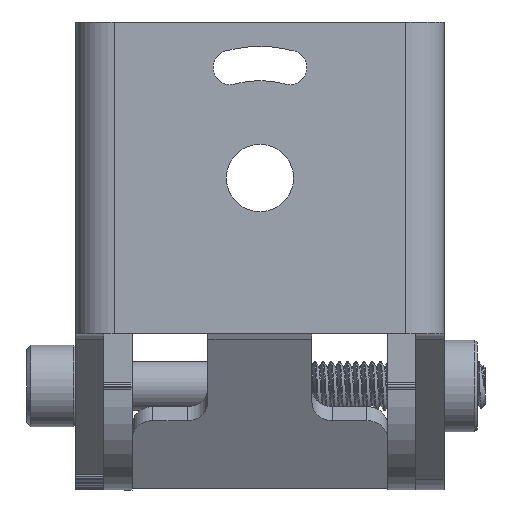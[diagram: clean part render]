
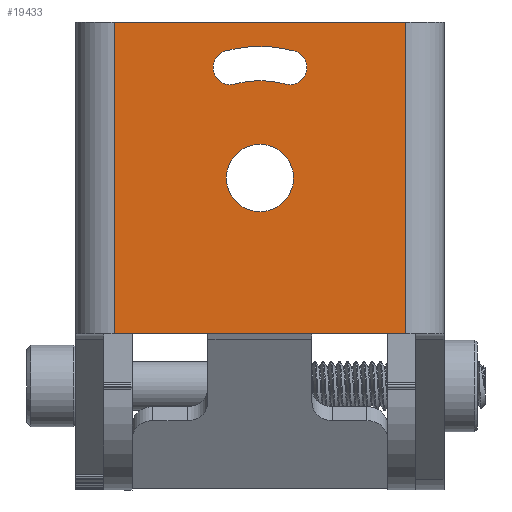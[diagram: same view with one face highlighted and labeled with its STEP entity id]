
A CAD part, front view. The second image highlights one B-rep face of the part: STEP entity #19433.
In plain terms, the highlighted planar face has unit normal (0, -1, 0).
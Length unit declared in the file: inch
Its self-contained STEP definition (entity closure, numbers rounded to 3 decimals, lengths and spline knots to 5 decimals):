
#145 = AXIS2_PLACEMENT_3D ( 'NONE', #1962, #6875, #14534 ) ;
#169 = ORIENTED_EDGE ( 'NONE', *, *, #15493, .F. ) ;
#179 = VECTOR ( 'NONE', #9754, 39.37008 ) ;
#445 = CARTESIAN_POINT ( 'NONE',  ( -0.75, 0., -0.75 ) ) ;
#1018 = CARTESIAN_POINT ( 'NONE',  ( 0., 0., 0. ) ) ;
#1154 = AXIS2_PLACEMENT_3D ( 'NONE', #15365, #15050, #5615 ) ;
#1489 = CARTESIAN_POINT ( 'NONE',  ( -0.14235, 0., 0.53126 ) ) ;
#1648 = FACE_OUTER_BOUND ( 'NONE', #5784, .T. ) ;
#1847 = CARTESIAN_POINT ( 'NONE',  ( 0., 0., 0.1615 ) ) ;
#1962 = CARTESIAN_POINT ( 'NONE',  ( 0., 0., 0. ) ) ;
#2001 = LINE ( 'NONE', #445, #15983 ) ;
#2490 = AXIS2_PLACEMENT_3D ( 'NONE', #1489, #19522, #6304 ) ;
#2708 = AXIS2_PLACEMENT_3D ( 'NONE', #10550, #3751, #13361 ) ;
#2736 = AXIS2_PLACEMENT_3D ( 'NONE', #19090, #20563, #11207 ) ;
#3267 = DIRECTION ( 'NONE',  ( 0., 0., 1. ) ) ;
#3590 = VERTEX_POINT ( 'NONE', #3931 ) ;
#3751 = DIRECTION ( 'NONE',  ( 0., -1., 0. ) ) ;
#3931 = CARTESIAN_POINT ( 'NONE',  ( 0.121, 0., 0.45157 ) ) ;
#3985 = AXIS2_PLACEMENT_3D ( 'NONE', #1018, #10534, #13765 ) ;
#3996 = CARTESIAN_POINT ( 'NONE',  ( 0., 0., 0.6325 ) ) ;
#4120 = CARTESIAN_POINT ( 'NONE',  ( -0.121, 0., 0.45157 ) ) ;
#4382 = CIRCLE ( 'NONE', #2708, 0.0825 ) ;
#4478 = VERTEX_POINT ( 'NONE', #1847 ) ;
#4521 = CARTESIAN_POINT ( 'NONE',  ( -0.75, 0., 0.75 ) ) ;
#4773 = AXIS2_PLACEMENT_3D ( 'NONE', #8113, #16216, #7797 ) ;
#5046 = VERTEX_POINT ( 'NONE', #7010 ) ;
#5202 = FACE_BOUND ( 'NONE', #13355, .T. ) ;
#5487 = CARTESIAN_POINT ( 'NONE',  ( 0., 0., -0.1615 ) ) ;
#5615 = DIRECTION ( 'NONE',  ( 0., 0., 1. ) ) ;
#5784 = EDGE_LOOP ( 'NONE', ( #10619, #20069, #18726, #20497 ) ) ;
#5930 = ORIENTED_EDGE ( 'NONE', *, *, #19564, .F. ) ;
#6011 = CARTESIAN_POINT ( 'NONE',  ( 0.7, 0., -0.75 ) ) ;
#6202 = ORIENTED_EDGE ( 'NONE', *, *, #18507, .F. ) ;
#6207 = VERTEX_POINT ( 'NONE', #10518 ) ;
#6304 = DIRECTION ( 'NONE',  ( 0., 0., 1. ) ) ;
#6458 = FACE_BOUND ( 'NONE', #18512, .T. ) ;
#6753 = ORIENTED_EDGE ( 'NONE', *, *, #20274, .F. ) ;
#6875 = DIRECTION ( 'NONE',  ( 0., 1., 0. ) ) ;
#7010 = CARTESIAN_POINT ( 'NONE',  ( -0.7, 0., -0.75 ) ) ;
#7650 = DIRECTION ( 'NONE',  ( 1., 0., 0. ) ) ;
#7797 = DIRECTION ( 'NONE',  ( 0., 0., 1. ) ) ;
#7947 = EDGE_CURVE ( 'NONE', #11160, #9970, #14046, .T. ) ;
#8113 = CARTESIAN_POINT ( 'NONE',  ( 0., 0., 0. ) ) ;
#8323 = EDGE_CURVE ( 'NONE', #17311, #5046, #2001, .T. ) ;
#8476 = CIRCLE ( 'NONE', #20234, 0.4675 ) ;
#8983 = CIRCLE ( 'NONE', #3985, 0.6325 ) ;
#9481 = EDGE_CURVE ( 'NONE', #4478, #11912, #14119, .T. ) ;
#9754 = DIRECTION ( 'NONE',  ( 0., 0., -1. ) ) ;
#9837 = VECTOR ( 'NONE', #3267, 39.37008 ) ;
#9970 = VERTEX_POINT ( 'NONE', #19068 ) ;
#10025 = CARTESIAN_POINT ( 'NONE',  ( 0.7, 0., -0.75 ) ) ;
#10173 = DIRECTION ( 'NONE',  ( 0., 0., 1. ) ) ;
#10430 = DIRECTION ( 'NONE',  ( 0., 1., 0. ) ) ;
#10518 = CARTESIAN_POINT ( 'NONE',  ( -0.1637, 0., 0.61095 ) ) ;
#10534 = DIRECTION ( 'NONE',  ( 0., -1., 0. ) ) ;
#10550 = CARTESIAN_POINT ( 'NONE',  ( 0.14235, 0., 0.53126 ) ) ;
#10619 = ORIENTED_EDGE ( 'NONE', *, *, #11586, .T. ) ;
#10767 = CIRCLE ( 'NONE', #12442, 0.4675 ) ;
#11115 = LINE ( 'NONE', #16066, #179 ) ;
#11160 = VERTEX_POINT ( 'NONE', #19838 ) ;
#11171 = EDGE_CURVE ( 'NONE', #12714, #13984, #8476, .T. ) ;
#11207 = DIRECTION ( 'NONE',  ( 0., 0., 1. ) ) ;
#11259 = VECTOR ( 'NONE', #7650, 39.37008 ) ;
#11555 = ORIENTED_EDGE ( 'NONE', *, *, #11171, .F. ) ;
#11586 = EDGE_CURVE ( 'NONE', #17311, #9970, #11592, .T. ) ;
#11592 = LINE ( 'NONE', #10025, #9837 ) ;
#11742 = ORIENTED_EDGE ( 'NONE', *, *, #16550, .F. ) ;
#11754 = CIRCLE ( 'NONE', #2736, 0.1615 ) ;
#11912 = VERTEX_POINT ( 'NONE', #5487 ) ;
#12156 = EDGE_CURVE ( 'NONE', #11912, #4478, #11754, .T. ) ;
#12442 = AXIS2_PLACEMENT_3D ( 'NONE', #20005, #10430, #16539 ) ;
#12714 = VERTEX_POINT ( 'NONE', #4120 ) ;
#13125 = VERTEX_POINT ( 'NONE', #3996 ) ;
#13355 = EDGE_LOOP ( 'NONE', ( #11555, #6753, #11742, #5930, #6202, #169 ) ) ;
#13358 = ORIENTED_EDGE ( 'NONE', *, *, #12156, .T. ) ;
#13361 = DIRECTION ( 'NONE',  ( 0., 0., 1. ) ) ;
#13765 = DIRECTION ( 'NONE',  ( 0., 0., 1. ) ) ;
#13984 = VERTEX_POINT ( 'NONE', #16620 ) ;
#14046 = LINE ( 'NONE', #4521, #11259 ) ;
#14119 = CIRCLE ( 'NONE', #4773, 0.1615 ) ;
#14425 = PLANE ( 'NONE',  #145 ) ;
#14534 = DIRECTION ( 'NONE',  ( 0., 0., 1. ) ) ;
#14958 = CARTESIAN_POINT ( 'NONE',  ( 0.1637, 0., 0.61095 ) ) ;
#15050 = DIRECTION ( 'NONE',  ( 0., -1., 0. ) ) ;
#15365 = CARTESIAN_POINT ( 'NONE',  ( 0., 0., 0. ) ) ;
#15493 = EDGE_CURVE ( 'NONE', #13984, #3590, #10767, .T. ) ;
#15983 = VECTOR ( 'NONE', #16579, 39.37008 ) ;
#16066 = CARTESIAN_POINT ( 'NONE',  ( -0.7, 0., 0.75 ) ) ;
#16216 = DIRECTION ( 'NONE',  ( 0., 1., 0. ) ) ;
#16407 = VERTEX_POINT ( 'NONE', #14958 ) ;
#16539 = DIRECTION ( 'NONE',  ( 0., 0., 1. ) ) ;
#16550 = EDGE_CURVE ( 'NONE', #13125, #6207, #8983, .T. ) ;
#16579 = DIRECTION ( 'NONE',  ( -1., 0., 0. ) ) ;
#16620 = CARTESIAN_POINT ( 'NONE',  ( 0., 0., 0.4675 ) ) ;
#17035 = ORIENTED_EDGE ( 'NONE', *, *, #9481, .T. ) ;
#17311 = VERTEX_POINT ( 'NONE', #6011 ) ;
#17890 = CIRCLE ( 'NONE', #2490, 0.0825 ) ;
#18149 = DIRECTION ( 'NONE',  ( 0., 1., 0. ) ) ;
#18507 = EDGE_CURVE ( 'NONE', #3590, #16407, #4382, .T. ) ;
#18512 = EDGE_LOOP ( 'NONE', ( #17035, #13358 ) ) ;
#18529 = CIRCLE ( 'NONE', #1154, 0.6325 ) ;
#18726 = ORIENTED_EDGE ( 'NONE', *, *, #20304, .T. ) ;
#19068 = CARTESIAN_POINT ( 'NONE',  ( 0.7, 0., 0.75 ) ) ;
#19090 = CARTESIAN_POINT ( 'NONE',  ( 0., 0., 0. ) ) ;
#19433 = ADVANCED_FACE ( 'NONE', ( #5202, #6458, #1648 ), #14425, .F. ) ;
#19522 = DIRECTION ( 'NONE',  ( 0., -1., 0. ) ) ;
#19564 = EDGE_CURVE ( 'NONE', #16407, #13125, #18529, .T. ) ;
#19838 = CARTESIAN_POINT ( 'NONE',  ( -0.7, 0., 0.75 ) ) ;
#20005 = CARTESIAN_POINT ( 'NONE',  ( 0., 0., 0. ) ) ;
#20069 = ORIENTED_EDGE ( 'NONE', *, *, #7947, .F. ) ;
#20151 = CARTESIAN_POINT ( 'NONE',  ( 0., 0., 0. ) ) ;
#20234 = AXIS2_PLACEMENT_3D ( 'NONE', #20151, #18149, #10173 ) ;
#20274 = EDGE_CURVE ( 'NONE', #6207, #12714, #17890, .T. ) ;
#20304 = EDGE_CURVE ( 'NONE', #11160, #5046, #11115, .T. ) ;
#20497 = ORIENTED_EDGE ( 'NONE', *, *, #8323, .F. ) ;
#20563 = DIRECTION ( 'NONE',  ( 0., 1., 0. ) ) ;
